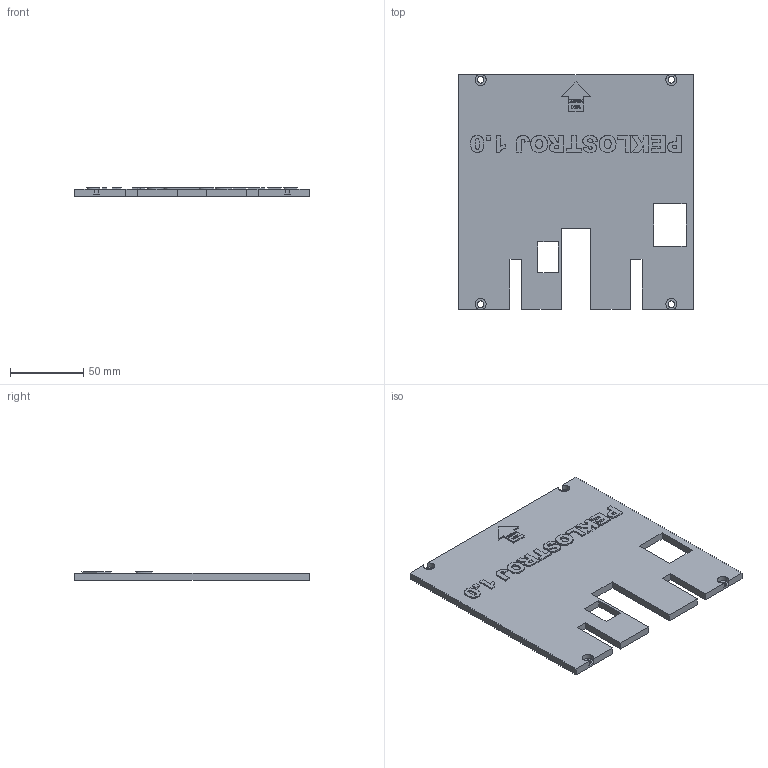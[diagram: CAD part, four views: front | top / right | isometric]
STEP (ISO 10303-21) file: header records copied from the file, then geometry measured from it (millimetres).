
FILE_DESCRIPTION(/* description */ (''),/* implementation_level */ '2;1');
FILE_NAME(/* name */ 'top cover.step',/* time_stamp */ '2026-02-28T12:26:21+01:00',/* author */ (''),/* organization */ (''),/* preprocessor_version */ 'ST-DEVELOPER v20.1',/* originating_system */ 'Autodesk Translation Framework v14.24.0.0',/* authorisation */ '');
FILE_SCHEMA (('AUTOMOTIVE_DESIGN { 1 0 10303 214 3 1 1 }','AP242_MANAGED_MODEL_BASED_3D_ENGINEERING_MIM_LF { 1 0 10303 442 3 1 4 }'));
Length unit declared in the file: millimetre
Products named in the file (1): 2026-02-11-22-26-04-609
Bounding box: 160 x 160 x 6 mm (x, y, z)
Volume: 115421.8 mm3; surface area: 52300.6 mm2
Topology: 1 solids, 1 shells, 373 faces, 1026 edges, 684 vertices
Faces by surface type: plane 204, bspline 161, cylinder 8
Full cylindrical faces by diameter (mm): 4.5 x4
Entity records: 13279 total; most frequent: CARTESIAN_POINT 4821, ORIENTED_EDGE 2052, DIRECTION 1146, EDGE_CURVE 1026, LINE 688, VECTOR 688, VERTEX_POINT 684, EDGE_LOOP 414
